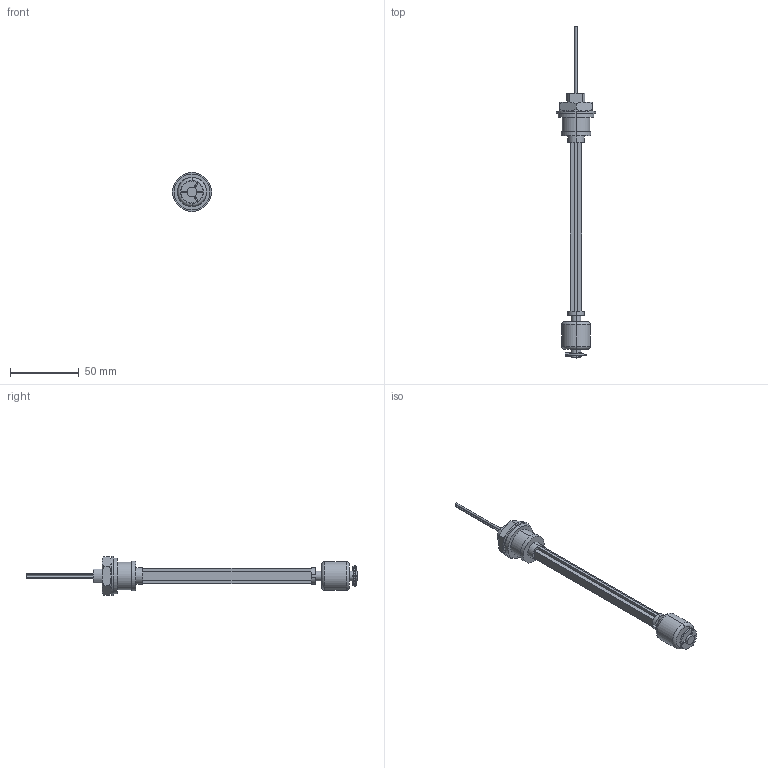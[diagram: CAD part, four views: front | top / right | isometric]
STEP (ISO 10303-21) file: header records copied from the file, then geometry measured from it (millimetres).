
FILE_DESCRIPTION (( 'STEP AP214' ), '1' );
FILE_NAME ('SPE.STEP', '2020-02-03T13:06:29', ( '' ), ( '' ), 'SwSTEP 2.0', 'SolidWorks 2019', '' );
FILE_SCHEMA (( 'AUTOMOTIVE_DESIGN' ));
Length unit declared in the file: millimetre
Products named in the file (1): SPE
Bounding box: 28.5 x 242 x 28.5 mm (x, y, z)
Surface area: 13351.5 mm2 (no closed solid volume)
Topology: 0 solids, 24 shells, 176 faces, 753 edges, 591 vertices
Faces by surface type: plane 108, cylinder 38, cone 17, bspline 9, torus 4
Entity records: 11963 total; most frequent: CARTESIAN_POINT 4275, ORIENTED_EDGE 1064, DIRECTION 1047, EDGE_CURVE 753, VERTEX_POINT 591, VECTOR 433, LINE 433, AXIS2_PLACEMENT_3D 307
